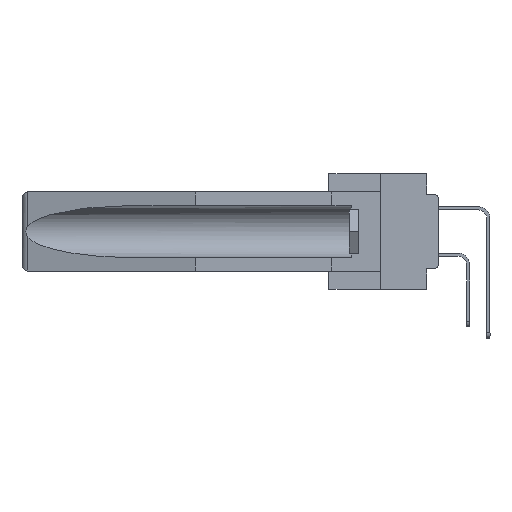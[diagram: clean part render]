
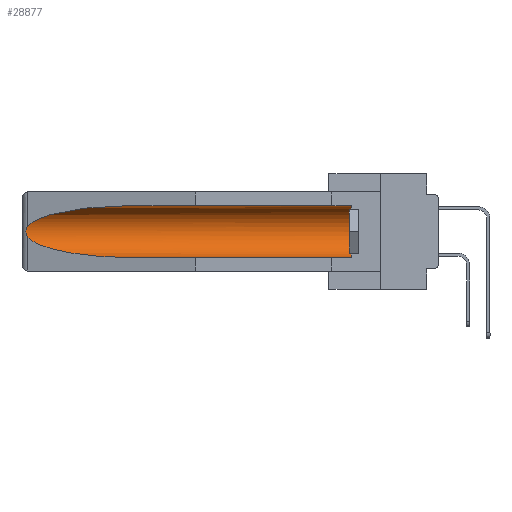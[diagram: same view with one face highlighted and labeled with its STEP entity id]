
A CAD part, left-side view. The second image highlights one B-rep face of the part: STEP entity #28877.
In plain terms, the highlighted cylindrical face has radius 2.857 mm (diameter 5.715 mm), a partial arc.
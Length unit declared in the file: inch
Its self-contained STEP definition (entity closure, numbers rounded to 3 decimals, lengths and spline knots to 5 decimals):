
#123 = LINE ( 'NONE', #23910, #24216 ) ;
#264 = CARTESIAN_POINT ( 'NONE',  ( 0.26537, 1.52718, -0.14972 ) ) ;
#348 = CARTESIAN_POINT ( 'NONE',  ( 0.155, 1.07973, -0.284 ) ) ;
#489 = CARTESIAN_POINT ( 'NONE',  ( 0.21114, 1.30732, -0.284 ) ) ;
#719 = CARTESIAN_POINT ( 'NONE',  ( 0.26654, 1.53092, -0.15636 ) ) ;
#1025 = CARTESIAN_POINT ( 'NONE',  ( 0.155, 0.126, -0.284 ) ) ;
#1449 = AXIS2_PLACEMENT_3D ( 'NONE', #11579, #2318, #21296 ) ;
#1942 = CIRCLE ( 'NONE', #1449, 0.1125 ) ;
#2318 = DIRECTION ( 'NONE',  ( 0., -1., 0. ) ) ;
#2415 = CARTESIAN_POINT ( 'NONE',  ( 0.2675, 1.53308, -0.17534 ) ) ;
#2499 = ORIENTED_EDGE ( 'NONE', *, *, #26406, .T. ) ;
#2655 = VERTEX_POINT ( 'NONE', #27407 ) ;
#3464 = EDGE_CURVE ( 'NONE', #21576, #2655, #30429, .T. ) ;
#4268 = ORIENTED_EDGE ( 'NONE', *, *, #3464, .T. ) ;
#5197 = CARTESIAN_POINT ( 'NONE',  ( 0.26537, 1.52718, -0.19328 ) ) ;
#5552 = CARTESIAN_POINT ( 'NONE',  ( 0.155, 1.07973, -0.059 ) ) ;
#7339 = CARTESIAN_POINT ( 'NONE',  ( 0.2675, 1.53308, -0.16763 ) ) ;
#7484 = CARTESIAN_POINT ( 'NONE',  ( 0.26597, 1.5296, -0.19026 ) ) ;
#7534 = ORIENTED_EDGE ( 'NONE', *, *, #21047, .T. ) ;
#7971 = CARTESIAN_POINT ( 'NONE',  ( 0.155, -0.30754, -0.059 ) ) ;
#8244 = CARTESIAN_POINT ( 'NONE',  ( 0.155, 0.126, -0.059 ) ) ;
#9296 =( BOUNDED_CURVE ( )  B_SPLINE_CURVE ( 3, ( #19033, #23828, #489, #348 ),
 .UNSPECIFIED., .F., .T. ) 
 B_SPLINE_CURVE_WITH_KNOTS ( ( 4, 4 ),
 ( 0.1948, 1.5708 ),
 .UNSPECIFIED. ) 
 CURVE ( )  GEOMETRIC_REPRESENTATION_ITEM ( )  RATIONAL_B_SPLINE_CURVE ( ( 1., 0.848, 0.848, 1. ) ) 
 REPRESENTATION_ITEM ( '' )  );
#9729 = CARTESIAN_POINT ( 'NONE',  ( 0.25451, 1.48313, -0.09465 ) ) ;
#9879 = CARTESIAN_POINT ( 'NONE',  ( 0.26537, 1.52718, -0.14972 ) ) ;
#9993 = CARTESIAN_POINT ( 'NONE',  ( 0.155, 1.07973, -0.059 ) ) ;
#10433 = VERTEX_POINT ( 'NONE', #12084 ) ;
#11241 = EDGE_LOOP ( 'NONE', ( #4268, #2499, #22480, #30501, #7534, #13890 ) ) ;
#11576 = VERTEX_POINT ( 'NONE', #8244 ) ;
#11579 = CARTESIAN_POINT ( 'NONE',  ( 0.155, 0.126, -0.1715 ) ) ;
#11943 = VERTEX_POINT ( 'NONE', #20432 ) ;
#11985 = CARTESIAN_POINT ( 'NONE',  ( 0.2673, 1.53269, -0.17917 ) ) ;
#12084 = CARTESIAN_POINT ( 'NONE',  ( 0.26537, 1.52718, -0.19328 ) ) ;
#12420 = CARTESIAN_POINT ( 'NONE',  ( 0.26597, 1.52961, -0.15275 ) ) ;
#13632 = AXIS2_PLACEMENT_3D ( 'NONE', #24470, #24004, #14733 ) ;
#13890 = ORIENTED_EDGE ( 'NONE', *, *, #29696, .T. ) ;
#14733 = DIRECTION ( 'NONE',  ( 0., 0., 1. ) ) ;
#15828 = EDGE_CURVE ( 'NONE', #10433, #11943, #9296, .T. ) ;
#19033 = CARTESIAN_POINT ( 'NONE',  ( 0.26537, 1.52718, -0.19328 ) ) ;
#19102 = B_SPLINE_CURVE_WITH_KNOTS ( 'NONE', 3,
 ( #264, #12420, #719, #26355, #7339, #2415, #11985, #28675, #7484, #5197 ),
 .UNSPECIFIED., .F., .F.,
 ( 4, 2, 2, 2, 4 ),
 ( 0., 0.00029, 0.00058, 0.00087, 0.00117 ),
 .UNSPECIFIED. ) ;
#20432 = CARTESIAN_POINT ( 'NONE',  ( 0.155, 1.07973, -0.284 ) ) ;
#21047 = EDGE_CURVE ( 'NONE', #28575, #11576, #1942, .T. ) ;
#21296 = DIRECTION ( 'NONE',  ( 0., 0., 1. ) ) ;
#21576 = VERTEX_POINT ( 'NONE', #9993 ) ;
#21887 = DIRECTION ( 'NONE',  ( 0., 1., 0. ) ) ;
#21986 = CYLINDRICAL_SURFACE ( 'NONE', #13632, 0.1125 ) ;
#22480 = ORIENTED_EDGE ( 'NONE', *, *, #15828, .T. ) ;
#23498 = EDGE_CURVE ( 'NONE', #28575, #11943, #123, .T. ) ;
#23828 = CARTESIAN_POINT ( 'NONE',  ( 0.25451, 1.48313, -0.24835 ) ) ;
#23910 = CARTESIAN_POINT ( 'NONE',  ( 0.155, -0.30754, -0.284 ) ) ;
#24004 = DIRECTION ( 'NONE',  ( 0., 1., 0. ) ) ;
#24216 = VECTOR ( 'NONE', #26076, 39.37008 ) ;
#24400 = CARTESIAN_POINT ( 'NONE',  ( 0.21114, 1.30732, -0.059 ) ) ;
#24470 = CARTESIAN_POINT ( 'NONE',  ( 0.155, -0.30754, -0.1715 ) ) ;
#25708 = VECTOR ( 'NONE', #21887, 39.37008 ) ;
#26076 = DIRECTION ( 'NONE',  ( 0., 1., 0. ) ) ;
#26355 = CARTESIAN_POINT ( 'NONE',  ( 0.2673, 1.5327, -0.16383 ) ) ;
#26406 = EDGE_CURVE ( 'NONE', #2655, #10433, #19102, .T. ) ;
#27407 = CARTESIAN_POINT ( 'NONE',  ( 0.26537, 1.52718, -0.14972 ) ) ;
#28575 = VERTEX_POINT ( 'NONE', #1025 ) ;
#28675 = CARTESIAN_POINT ( 'NONE',  ( 0.26655, 1.53094, -0.18657 ) ) ;
#28877 = ADVANCED_FACE ( 'NONE', ( #28960 ), #21986, .F. ) ;
#28960 = FACE_OUTER_BOUND ( 'NONE', #11241, .T. ) ;
#29136 = LINE ( 'NONE', #7971, #25708 ) ;
#29696 = EDGE_CURVE ( 'NONE', #11576, #21576, #29136, .T. ) ;
#30429 =( BOUNDED_CURVE ( )  B_SPLINE_CURVE ( 3, ( #5552, #24400, #9729, #9879 ),
 .UNSPECIFIED., .F., .T. ) 
 B_SPLINE_CURVE_WITH_KNOTS ( ( 4, 4 ),
 ( 4.71239, 6.08839 ),
 .UNSPECIFIED. ) 
 CURVE ( )  GEOMETRIC_REPRESENTATION_ITEM ( )  RATIONAL_B_SPLINE_CURVE ( ( 1., 0.848, 0.848, 1. ) ) 
 REPRESENTATION_ITEM ( '' )  );
#30501 = ORIENTED_EDGE ( 'NONE', *, *, #23498, .F. ) ;
